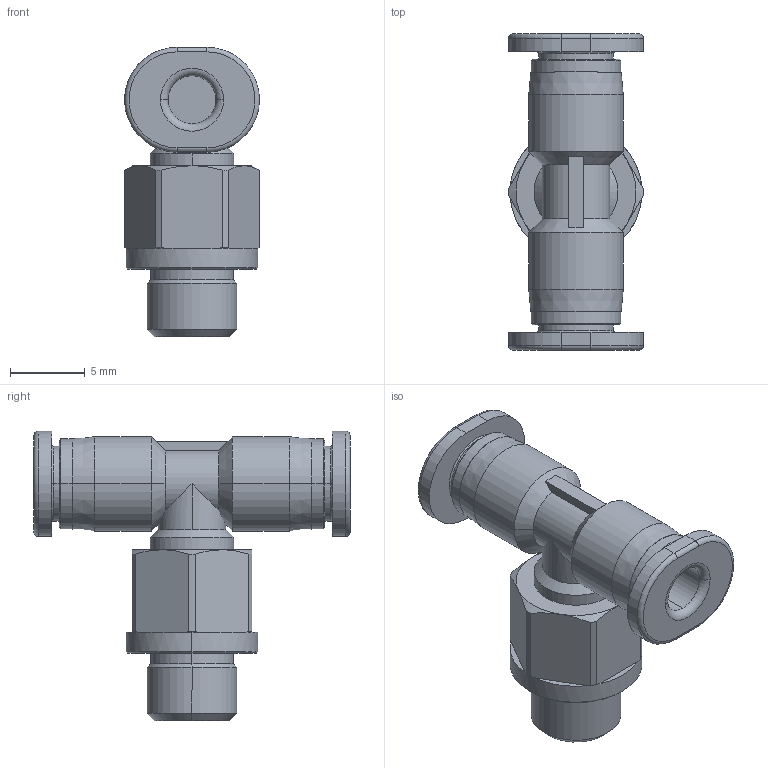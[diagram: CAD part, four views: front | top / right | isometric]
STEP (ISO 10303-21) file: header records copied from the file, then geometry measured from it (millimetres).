
FILE_DESCRIPTION((''),'2;1');
FILE_NAME('PT03M6C-mdt.stp','2017-07-24T16:58:27',(''),(''),'Mechanical Desktop 2009','Mechanical Desktop 2009',', , ');
FILE_SCHEMA(('CONFIG_CONTROL_DESIGN'));
Length unit declared in the file: millimetre
Products named in the file (6): PT03M6C-MDTA; PT03M6C-MDT; COLLAR-L03C; NLM6C; NLM5C; NLM3C-S
Assembly tree (7 placements, depth 2):
  PT03M6C-MDTA
    PT03M6C-MDT
    COLLAR-L03C  x2
    NLM6C
    NLM5C
    NLM3C-S  x2
Bounding box: 9 x 21.1 x 19.3 mm (x, y, z)
Volume: 1018.9 mm3; surface area: 1186.6 mm2
Topology: 1 solids, 1 shells, 123 faces, 278 edges, 168 vertices
Faces by surface type: cylinder 44, plane 33, cone 32, torus 8, bspline 6
Entity records: 3871 total; most frequent: CARTESIAN_POINT 935, DIRECTION 650, ORIENTED_EDGE 556, AXIS2_PLACEMENT_3D 279, EDGE_CURVE 278, VERTEX_POINT 168, CIRCLE 150, EDGE_LOOP 134
